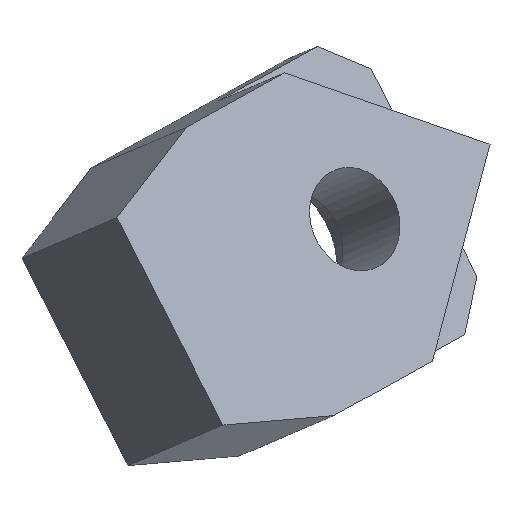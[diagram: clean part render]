
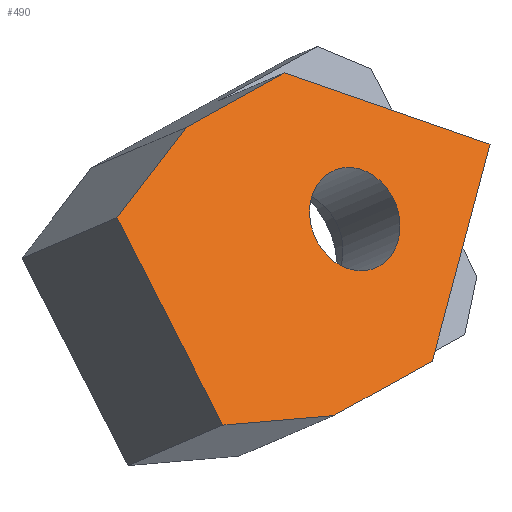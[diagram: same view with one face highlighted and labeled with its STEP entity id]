
A CAD part, isometric view. The second image highlights one B-rep face of the part: STEP entity #490.
In plain terms, the highlighted planar face has unit normal (-0.016, -0.754, 0.657).
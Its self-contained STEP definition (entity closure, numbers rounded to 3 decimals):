
#18=FACE_BOUND('',#66,.T.);
#23=CIRCLE('',#533,1.75);
#37=FACE_OUTER_BOUND('',#65,.T.);
#65=EDGE_LOOP('',(#359,#360,#361,#362,#363,#364,#365));
#66=EDGE_LOOP('',(#366));
#92=LINE('',#697,#153);
#98=LINE('',#709,#159);
#104=LINE('',#722,#165);
#107=LINE('',#728,#168);
#113=LINE('',#739,#174);
#116=LINE('',#744,#177);
#117=LINE('',#746,#178);
#153=VECTOR('',#564,10.);
#159=VECTOR('',#574,10.);
#165=VECTOR('',#584,10.);
#168=VECTOR('',#589,10.);
#174=VECTOR('',#597,10.);
#177=VECTOR('',#602,10.);
#178=VECTOR('',#605,10.);
#214=VERTEX_POINT('',#694);
#215=VERTEX_POINT('',#696);
#219=VERTEX_POINT('',#708);
#223=VERTEX_POINT('',#719);
#224=VERTEX_POINT('',#721);
#226=VERTEX_POINT('',#727);
#229=VERTEX_POINT('',#734);
#232=VERTEX_POINT('',#747);
#258=EDGE_CURVE('',#215,#214,#92,.T.);
#264=EDGE_CURVE('',#219,#215,#98,.T.);
#270=EDGE_CURVE('',#224,#223,#104,.T.);
#273=EDGE_CURVE('',#226,#224,#107,.T.);
#279=EDGE_CURVE('',#229,#219,#113,.T.);
#282=EDGE_CURVE('',#214,#226,#116,.T.);
#283=EDGE_CURVE('',#223,#229,#117,.T.);
#284=EDGE_CURVE('',#232,#232,#23,.T.);
#359=ORIENTED_EDGE('',*,*,#264,.T.);
#360=ORIENTED_EDGE('',*,*,#258,.T.);
#361=ORIENTED_EDGE('',*,*,#282,.T.);
#362=ORIENTED_EDGE('',*,*,#273,.T.);
#363=ORIENTED_EDGE('',*,*,#270,.T.);
#364=ORIENTED_EDGE('',*,*,#283,.T.);
#365=ORIENTED_EDGE('',*,*,#279,.T.);
#366=ORIENTED_EDGE('',*,*,#284,.F.);
#465=PLANE('',#532);
#490=ADVANCED_FACE('',(#37,#18),#465,.T.);
#532=AXIS2_PLACEMENT_3D('',#745,#603,#604);
#533=AXIS2_PLACEMENT_3D('',#748,#606,#607);
#564=DIRECTION('',(-0.737,0.453,0.501));
#574=DIRECTION('',(0.756,0.421,0.501));
#584=DIRECTION('',(-0.014,-0.657,-0.754));
#589=DIRECTION('',(-0.944,-0.205,-0.258));
#597=DIRECTION('',(1.,-0.021,0.));
#602=DIRECTION('',(-1.,0.021,0.));
#603=DIRECTION('center_axis',(-0.016,-0.754,0.657));
#604=DIRECTION('ref_axis',(1.,0.,0.024));
#605=DIRECTION('',(0.935,-0.244,-0.258));
#606=DIRECTION('center_axis',(-0.016,-0.754,0.657));
#607=DIRECTION('ref_axis',(-1.,0.,-0.024));
#694=CARTESIAN_POINT('',(1402.629,34.832,617.243));
#696=CARTESIAN_POINT('',(1408.556,31.195,613.212));
#697=CARTESIAN_POINT('',(1406.553,32.424,614.574));
#708=CARTESIAN_POINT('',(1402.481,27.809,609.183));
#709=CARTESIAN_POINT('',(1403.445,28.346,609.822));
#719=CARTESIAN_POINT('',(1393.88,28.974,610.315));
#721=CARTESIAN_POINT('',(1393.987,34.027,616.113));
#722=CARTESIAN_POINT('',(1393.88,28.974,610.315));
#727=CARTESIAN_POINT('',(1398.128,34.926,617.244));
#728=CARTESIAN_POINT('',(1393.987,34.027,616.113));
#734=CARTESIAN_POINT('',(1397.98,27.903,609.183));
#739=CARTESIAN_POINT('',(1406.982,27.714,609.183));
#744=CARTESIAN_POINT('',(1398.128,34.926,617.244));
#745=CARTESIAN_POINT('Origin',(1401.246,31.32,613.182));
#746=CARTESIAN_POINT('',(1397.98,27.903,609.183));
#747=CARTESIAN_POINT('',(1404.126,31.324,613.255));
#748=CARTESIAN_POINT('Origin',(1402.377,31.324,613.213));
